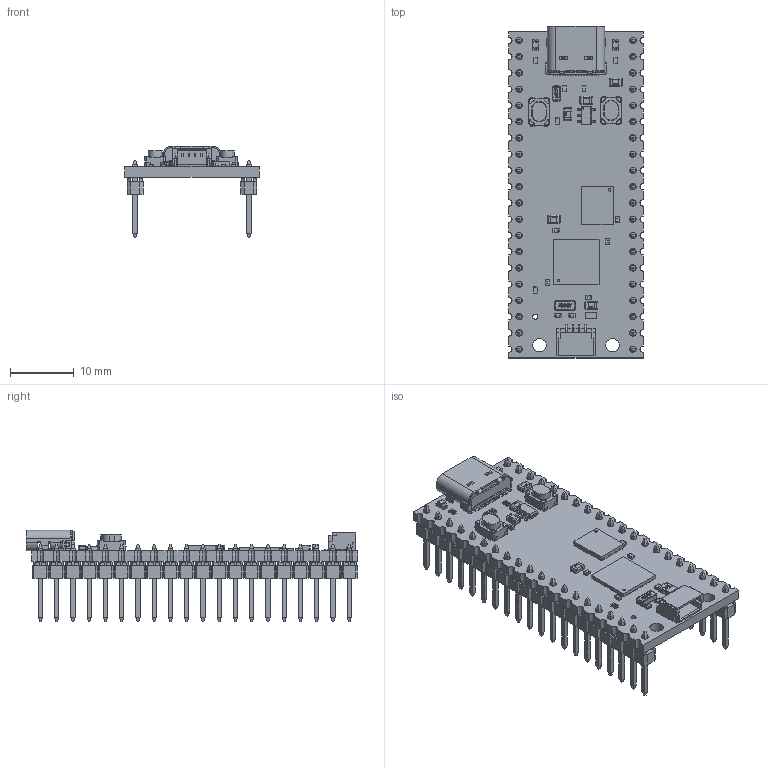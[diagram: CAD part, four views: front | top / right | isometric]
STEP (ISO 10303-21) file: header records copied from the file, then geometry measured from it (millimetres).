
FILE_DESCRIPTION(('Open CASCADE Model'),'2;1');
FILE_NAME('Open CASCADE Shape Model','2021-05-22T07:59:27',('Author'),( 'Open CASCADE'),'Open CASCADE STEP processor 6.8','Open CASCADE 6.8' ,'Unknown');
FILE_SCHEMA(('AUTOMOTIVE_DESIGN { 1 0 10303 214 1 1 1 1 }'));
Length unit declared in the file: millimetre
Products named in the file (83): PCB; Board; Open CASCADE STEP translator 6.8 3.1.1; Open CASCADE STEP translator 6.8 3.1.1.1; C1; 0805_SMD_Capacitor; J1; SM04B-SRSS-TB(LF)(SN); C9; Q2; ABS07; ABS07_Body_2; ABS07_Body2_2; ABS07_Beschriftung_2; ABS07_Pads_2; IC1; User_Library-WSON-8; User_Library-WSON-8_Case; User_Library-WSON-8_Pad; User_Library-WSON-8_Power_pad; C13; C0402; 6821541296; Extruded; C12; SW2; 4.2x3.2Button; R7; R0402; 6821539616; L1; L0603; 6821542416; C11; C10; SW1; R6; R5; D3; 0603_LED_Red ...
Assembly tree (117 placements, depth 4):
  PCB
    Board
      Open CASCADE STEP translator 6.8 3.1.1
        Open CASCADE STEP translator 6.8 3.1.1.1
    C1
      0805_SMD_Capacitor
    J1
      SM04B-SRSS-TB(LF)(SN)
    C9
      0805_SMD_Capacitor
    Q2
      ABS07
        ABS07_Body_2
        ABS07_Body2_2
        ABS07_Beschriftung_2
        ABS07_Pads_2
    IC1
      User_Library-WSON-8
        User_Library-WSON-8_Case
        User_Library-WSON-8_Pad  x8
        User_Library-WSON-8_Power_pad
    C13
      C0402
      6821541296
        Extruded
    C12
      C0402
      6821541296
        Extruded
    SW2
      4.2x3.2Button
    R7
      R0402
      6821539616
        Extruded
    L1
      L0603
      6821542416
        Extruded
    C11
      0805_SMD_Capacitor
    C10
      C0402
      6821541296
        Extruded
    SW1
      4.2x3.2Button
    R6
      R0402
      6821539616
        Extruded
    R5
      R0402
      6821539616
        Extruded
    D3
      0603_LED_Red
        Pad
        Pad005
        Pad001
Bounding box: 21 x 51.88 x 14.26 mm (x, y, z)
Volume: 2589.9 mm3; surface area: 6314.5 mm2
Topology: 145 solids, 157 shells, 8577 faces, 21543 edges, 13412 vertices
Faces by surface type: plane 5174, cylinder 1944, bspline 889, sphere 406, torus 70, revolution 56, cone 38
Full cylindrical faces by diameter (mm): 0.3 x12, 0.356 x1, 0.5 x8, 0.65 x2, 0.813 x1, 1 x40, 2.1 x2
Entity records: 187656 total; most frequent: CARTESIAN_POINT 37528, ORIENTED_EDGE 26616, DIRECTION 24218, EDGE_CURVE 13308, LINE 10188, VECTOR 10188, VERTEX_POINT 8582, AXIS2_PLACEMENT_3D 7011
